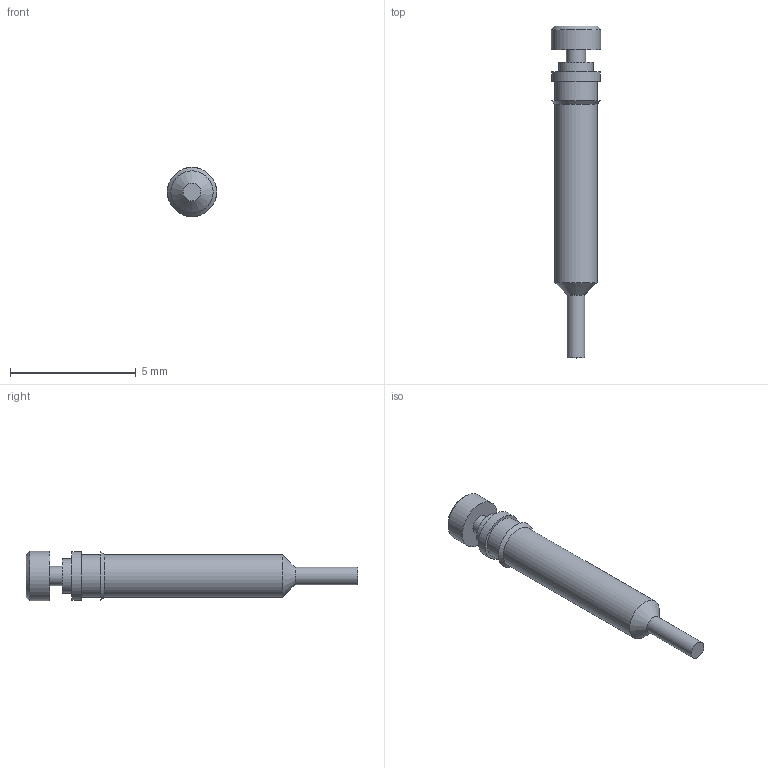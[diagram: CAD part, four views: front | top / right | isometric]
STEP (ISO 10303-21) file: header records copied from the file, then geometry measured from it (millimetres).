
FILE_DESCRIPTION(/* description */ ('CAx-IF Rec.Pracs.---Representation and Presentation of Product Manufacturing Information (PMI)---4.0---2014-10-13','CAx-IF Rec.Pracs.---3D Tessellated Geometry---0.4---2014-09-14','2;1'),/* implementation_level */ '2;1');
FILE_NAME(/* name */ '001855_A_1-Pogo_pin_1',/* time_stamp */ '2023-09-20T21:29:29+02:00',/* author */ (''),/* organization */ (''),/* preprocessor_version */ 'ST-DEVELOPER v18.102',/* originating_system */ 'SIEMENS PLM Software NX2206.1700',/* authorisation */ $);
FILE_SCHEMA (('AP242_MANAGED_MODEL_BASED_3D_ENGINEERING_MIM_LF { 1 0 10303 442 3 1 4 }'));
Length unit declared in the file: millimetre
Products named in the file (1): 001855_A_1-Pogo_pin_1
Bounding box: 1.96 x 13.19 x 1.96 mm (x, y, z)
Volume: 30.6 mm3; surface area: 129.6 mm2
Topology: 2 solids, 2 shells, 22 faces, 35 edges, 22 vertices
Faces by surface type: plane 9, cylinder 8, cone 4, torus 1
Full cylindrical faces by diameter (mm): 0.71 x1, 0.76 x1, 0.86 x1, 1.37 x1, 1.68 x2, 1.91 x1, 1.96 x1
Entity records: 588 total; most frequent: DIRECTION 118, CARTESIAN_POINT 88, AXIS2_PLACEMENT_3D 59, FACE_BOUND 41, ORIENTED_EDGE 40, EDGE_LOOP 40, ADVANCED_FACE 22, VERTEX_POINT 21
